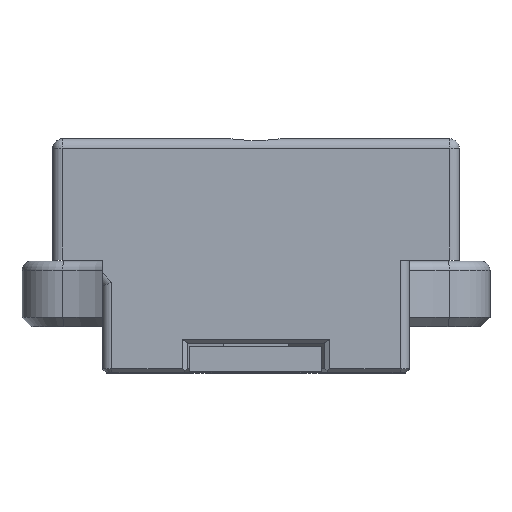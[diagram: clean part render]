
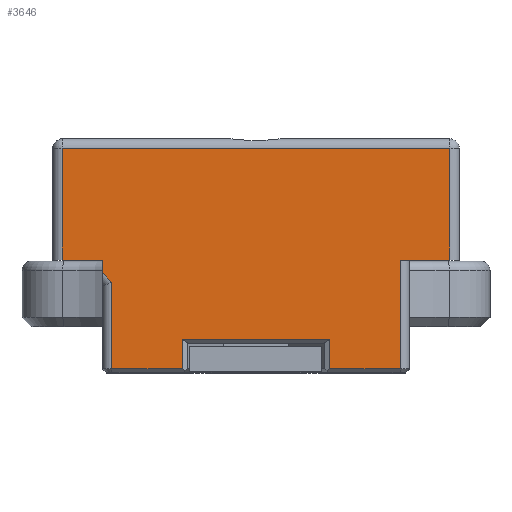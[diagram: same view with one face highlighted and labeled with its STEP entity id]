
A CAD part, top view. The second image highlights one B-rep face of the part: STEP entity #3646.
In plain terms, the highlighted planar face has unit normal (0, 0, 1).
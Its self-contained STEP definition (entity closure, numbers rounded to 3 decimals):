
#561=FACE_OUTER_BOUND('',#802,.T.);
#802=EDGE_LOOP('',(#3083,#3084,#3085,#3086,#3087,#3088,#3089,#3090,#3091,
#3092,#3093,#3094,#3095,#3096));
#1000=LINE('',#5701,#1302);
#1084=LINE('',#6988,#1386);
#1089=LINE('',#7004,#1391);
#1090=LINE('',#7008,#1392);
#1091=LINE('',#7010,#1393);
#1092=LINE('',#7012,#1394);
#1093=LINE('',#7014,#1395);
#1094=LINE('',#7016,#1396);
#1095=LINE('',#7018,#1397);
#1096=LINE('',#7020,#1398);
#1097=LINE('',#7022,#1399);
#1098=LINE('',#7024,#1400);
#1099=LINE('',#7026,#1401);
#1100=LINE('',#7027,#1402);
#1302=VECTOR('',#4431,10.);
#1386=VECTOR('',#4793,10.);
#1391=VECTOR('',#4810,10.);
#1392=VECTOR('',#4815,10.);
#1393=VECTOR('',#4816,10.);
#1394=VECTOR('',#4817,10.);
#1395=VECTOR('',#4818,10.);
#1396=VECTOR('',#4819,10.);
#1397=VECTOR('',#4820,10.);
#1398=VECTOR('',#4821,10.);
#1399=VECTOR('',#4822,10.);
#1400=VECTOR('',#4823,10.);
#1401=VECTOR('',#4824,10.);
#1402=VECTOR('',#4825,10.);
#1628=VERTEX_POINT('',#5698);
#1629=VERTEX_POINT('',#5700);
#1732=VERTEX_POINT('',#6986);
#1737=VERTEX_POINT('',#7003);
#1738=VERTEX_POINT('',#7007);
#1739=VERTEX_POINT('',#7009);
#1740=VERTEX_POINT('',#7011);
#1741=VERTEX_POINT('',#7013);
#1742=VERTEX_POINT('',#7015);
#1743=VERTEX_POINT('',#7017);
#1744=VERTEX_POINT('',#7019);
#1745=VERTEX_POINT('',#7021);
#1746=VERTEX_POINT('',#7023);
#1747=VERTEX_POINT('',#7025);
#2001=EDGE_CURVE('',#1628,#1629,#1000,.T.);
#2197=EDGE_CURVE('',#1628,#1732,#1084,.T.);
#2205=EDGE_CURVE('',#1732,#1737,#1089,.T.);
#2207=EDGE_CURVE('',#1738,#1737,#1090,.T.);
#2208=EDGE_CURVE('',#1738,#1739,#1091,.T.);
#2209=EDGE_CURVE('',#1739,#1740,#1092,.T.);
#2210=EDGE_CURVE('',#1741,#1740,#1093,.T.);
#2211=EDGE_CURVE('',#1741,#1742,#1094,.T.);
#2212=EDGE_CURVE('',#1743,#1742,#1095,.T.);
#2213=EDGE_CURVE('',#1743,#1744,#1096,.T.);
#2214=EDGE_CURVE('',#1745,#1744,#1097,.T.);
#2215=EDGE_CURVE('',#1746,#1745,#1098,.T.);
#2216=EDGE_CURVE('',#1746,#1747,#1099,.T.);
#2217=EDGE_CURVE('',#1747,#1629,#1100,.T.);
#3083=ORIENTED_EDGE('',*,*,#2001,.F.);
#3084=ORIENTED_EDGE('',*,*,#2197,.T.);
#3085=ORIENTED_EDGE('',*,*,#2205,.T.);
#3086=ORIENTED_EDGE('',*,*,#2207,.F.);
#3087=ORIENTED_EDGE('',*,*,#2208,.T.);
#3088=ORIENTED_EDGE('',*,*,#2209,.T.);
#3089=ORIENTED_EDGE('',*,*,#2210,.F.);
#3090=ORIENTED_EDGE('',*,*,#2211,.T.);
#3091=ORIENTED_EDGE('',*,*,#2212,.F.);
#3092=ORIENTED_EDGE('',*,*,#2213,.T.);
#3093=ORIENTED_EDGE('',*,*,#2214,.F.);
#3094=ORIENTED_EDGE('',*,*,#2215,.F.);
#3095=ORIENTED_EDGE('',*,*,#2216,.T.);
#3096=ORIENTED_EDGE('',*,*,#2217,.T.);
#3458=PLANE('',#3995);
#3646=ADVANCED_FACE('',(#561),#3458,.T.);
#3995=AXIS2_PLACEMENT_3D('',#7006,#4813,#4814);
#4431=DIRECTION('',(0.,1.,0.));
#4793=DIRECTION('',(0.707,-0.707,0.));
#4810=DIRECTION('',(0.,-1.,0.));
#4813=DIRECTION('center_axis',(0.,0.,
1.));
#4814=DIRECTION('ref_axis',(1.,0.,0.));
#4815=DIRECTION('',(-1.,0.,0.));
#4816=DIRECTION('',(0.,1.,0.));
#4817=DIRECTION('',(1.,0.,0.));
#4818=DIRECTION('',(0.,1.,0.));
#4819=DIRECTION('',(1.,0.,0.));
#4820=DIRECTION('',(0.,-1.,0.));
#4821=DIRECTION('',(1.,0.,0.));
#4822=DIRECTION('',(0.,-1.,0.));
#4823=DIRECTION('',(1.,0.,0.));
#4824=DIRECTION('',(0.,-1.,0.));
#4825=DIRECTION('',(1.,0.,0.));
#5698=CARTESIAN_POINT('',(-16.317,22.22,70.814));
#5700=CARTESIAN_POINT('',(-16.317,23.57,70.814));
#5701=CARTESIAN_POINT('',(-16.317,20.459,70.814));
#6986=CARTESIAN_POINT('',(-15.317,21.22,70.814));
#6988=CARTESIAN_POINT('',(-9.568,15.471,70.814));
#7003=CARTESIAN_POINT('',(-15.317,12.,70.814));
#7004=CARTESIAN_POINT('',(-15.317,13.6,70.814));
#7006=CARTESIAN_POINT('Origin',(7.459,13.633,70.814));
#7007=CARTESIAN_POINT('',(-7.859,12.,70.814));
#7008=CARTESIAN_POINT('',(3.742,12.,70.814));
#7009=CARTESIAN_POINT('',(-7.859,15.122,70.814));
#7010=CARTESIAN_POINT('',(-7.859,13.633,70.814));
#7011=CARTESIAN_POINT('',(7.859,15.122,70.814));
#7012=CARTESIAN_POINT('',(-2.277,15.122,70.814));
#7013=CARTESIAN_POINT('',(7.859,12.,70.814));
#7014=CARTESIAN_POINT('',(7.859,13.633,70.814));
#7015=CARTESIAN_POINT('',(15.317,12.,70.814));
#7016=CARTESIAN_POINT('',(-3.742,12.,70.814));
#7017=CARTESIAN_POINT('',(15.317,23.57,70.814));
#7018=CARTESIAN_POINT('',(15.317,13.6,70.814));
#7019=CARTESIAN_POINT('',(20.6,23.57,70.814));
#7020=CARTESIAN_POINT('',(3.73,23.57,70.814));
#7021=CARTESIAN_POINT('',(20.6,35.47,70.814));
#7022=CARTESIAN_POINT('',(20.6,13.576,70.814));
#7023=CARTESIAN_POINT('',(-20.6,35.47,70.814));
#7024=CARTESIAN_POINT('',(3.742,35.47,70.814));
#7025=CARTESIAN_POINT('',(-20.6,23.57,70.814));
#7026=CARTESIAN_POINT('',(-20.6,13.576,70.814));
#7027=CARTESIAN_POINT('',(3.73,23.57,70.814));
